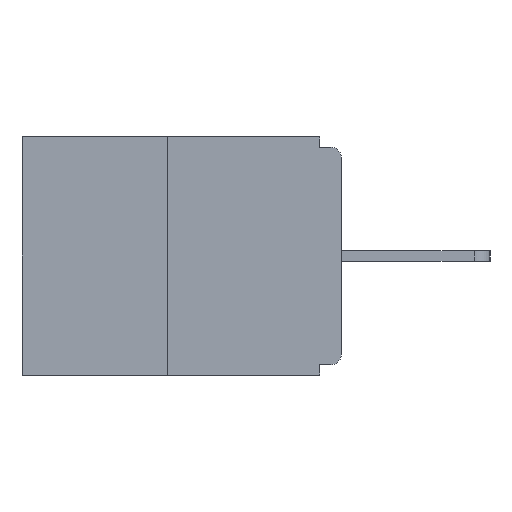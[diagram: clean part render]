
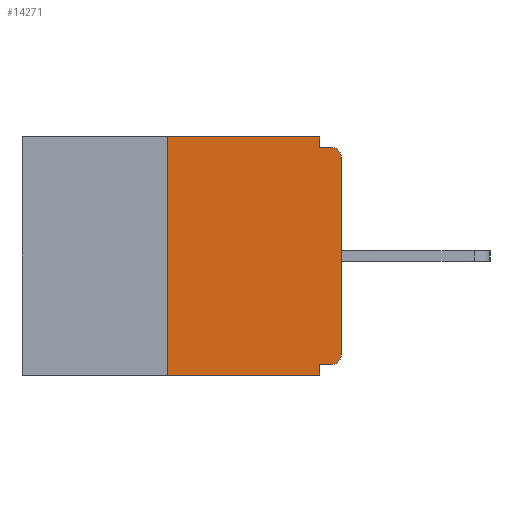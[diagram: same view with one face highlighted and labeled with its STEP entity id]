
A CAD part, left-side view. The second image highlights one B-rep face of the part: STEP entity #14271.
In plain terms, the highlighted planar face has unit normal (-1, 0, 0).
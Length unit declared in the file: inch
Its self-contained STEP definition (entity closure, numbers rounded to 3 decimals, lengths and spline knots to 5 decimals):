
#828 = DIRECTION ( 'NONE',  ( 0., 0., 1. ) ) ;
#1001 = VECTOR ( 'NONE', #6635, 39.37008 ) ;
#1792 = LINE ( 'NONE', #2197, #2246 ) ;
#2197 = CARTESIAN_POINT ( 'NONE',  ( 0., 0., 0. ) ) ;
#2209 = ORIENTED_EDGE ( 'NONE', *, *, #5591, .T. ) ;
#2246 = VECTOR ( 'NONE', #13988, 39.37008 ) ;
#2315 = VECTOR ( 'NONE', #14362, 39.37008 ) ;
#2383 = DIRECTION ( 'NONE',  ( 1., 0., 0. ) ) ;
#2473 = ORIENTED_EDGE ( 'NONE', *, *, #2889, .F. ) ;
#2610 = VERTEX_POINT ( 'NONE', #16420 ) ;
#2775 = VERTEX_POINT ( 'NONE', #17115 ) ;
#2889 = EDGE_CURVE ( 'NONE', #16580, #7297, #3036, .T. ) ;
#2904 = VERTEX_POINT ( 'NONE', #8589 ) ;
#2956 = VERTEX_POINT ( 'NONE', #17253 ) ;
#3036 = LINE ( 'NONE', #5659, #12265 ) ;
#3121 = ORIENTED_EDGE ( 'NONE', *, *, #3146, .T. ) ;
#3146 = EDGE_CURVE ( 'NONE', #2904, #13249, #6235, .T. ) ;
#3349 = AXIS2_PLACEMENT_3D ( 'NONE', #7000, #8368, #9941 ) ;
#3980 = VERTEX_POINT ( 'NONE', #9680 ) ;
#4028 = ORIENTED_EDGE ( 'NONE', *, *, #9857, .T. ) ;
#4038 = EDGE_CURVE ( 'NONE', #2610, #2775, #16778, .T. ) ;
#4284 = VECTOR ( 'NONE', #6509, 39.37008 ) ;
#4995 = CARTESIAN_POINT ( 'NONE',  ( 0., 0., -0.015 ) ) ;
#5322 = DIRECTION ( 'NONE',  ( 0., 0., -1. ) ) ;
#5591 = EDGE_CURVE ( 'NONE', #3980, #7626, #18549, .T. ) ;
#5659 = CARTESIAN_POINT ( 'NONE',  ( 0., 0.46, 0. ) ) ;
#5729 = CARTESIAN_POINT ( 'NONE',  ( 0., 0.031, 0. ) ) ;
#6230 = DIRECTION ( 'NONE',  ( -1., 0., 0. ) ) ;
#6235 = CIRCLE ( 'NONE', #15570, 0.015 ) ;
#6299 = CIRCLE ( 'NONE', #3349, 0.015 ) ;
#6509 = DIRECTION ( 'NONE',  ( 0., -1., 0. ) ) ;
#6635 = DIRECTION ( 'NONE',  ( 0., 0., -1. ) ) ;
#7000 = CARTESIAN_POINT ( 'NONE',  ( 0., 0.015, -0.03 ) ) ;
#7240 = CARTESIAN_POINT ( 'NONE',  ( 0., 0., -0.03 ) ) ;
#7297 = VERTEX_POINT ( 'NONE', #5729 ) ;
#7475 = EDGE_LOOP ( 'NONE', ( #2473, #14939, #2209, #15176, #16365, #3121, #4028, #15389, #16702, #11818 ) ) ;
#7588 = FACE_OUTER_BOUND ( 'NONE', #7475, .T. ) ;
#7626 = VERTEX_POINT ( 'NONE', #8338 ) ;
#8016 = EDGE_CURVE ( 'NONE', #7297, #2610, #11832, .T. ) ;
#8234 = CARTESIAN_POINT ( 'NONE',  ( 0., 0.46, 0. ) ) ;
#8338 = CARTESIAN_POINT ( 'NONE',  ( 0., 0.031, -0.343 ) ) ;
#8368 = DIRECTION ( 'NONE',  ( -1., 0., 0. ) ) ;
#8589 = CARTESIAN_POINT ( 'NONE',  ( 0., 0.015, -0.328 ) ) ;
#9383 = EDGE_CURVE ( 'NONE', #2956, #7626, #14242, .T. ) ;
#9415 = EDGE_CURVE ( 'NONE', #3980, #16580, #11950, .T. ) ;
#9680 = CARTESIAN_POINT ( 'NONE',  ( 0., 0.25, -0.343 ) ) ;
#9857 = EDGE_CURVE ( 'NONE', #13249, #13089, #1792, .T. ) ;
#9941 = DIRECTION ( 'NONE',  ( 0., 0., -1. ) ) ;
#10569 = CARTESIAN_POINT ( 'NONE',  ( 0., 0.015, -0.313 ) ) ;
#11211 = PLANE ( 'NONE',  #18405 ) ;
#11435 = CARTESIAN_POINT ( 'NONE',  ( 0., 0., -0.328 ) ) ;
#11818 = ORIENTED_EDGE ( 'NONE', *, *, #8016, .F. ) ;
#11832 = LINE ( 'NONE', #17061, #1001 ) ;
#11950 = LINE ( 'NONE', #18487, #16763 ) ;
#11969 = VECTOR ( 'NONE', #12498, 39.37008 ) ;
#12096 = EDGE_CURVE ( 'NONE', #13089, #2775, #6299, .T. ) ;
#12265 = VECTOR ( 'NONE', #14232, 39.37008 ) ;
#12498 = DIRECTION ( 'NONE',  ( 0., -1., 0. ) ) ;
#13089 = VERTEX_POINT ( 'NONE', #7240 ) ;
#13249 = VERTEX_POINT ( 'NONE', #15434 ) ;
#13852 = CARTESIAN_POINT ( 'NONE',  ( 0., 0.46, -0.343 ) ) ;
#13949 = CARTESIAN_POINT ( 'NONE',  ( 0., 0.031, -0.343 ) ) ;
#13988 = DIRECTION ( 'NONE',  ( 0., 0., 1. ) ) ;
#14232 = DIRECTION ( 'NONE',  ( 0., -1., 0. ) ) ;
#14242 = LINE ( 'NONE', #13949, #17225 ) ;
#14271 = ADVANCED_FACE ( 'NONE', ( #7588 ), #11211, .F. ) ;
#14362 = DIRECTION ( 'NONE',  ( 0., 1., 0. ) ) ;
#14939 = ORIENTED_EDGE ( 'NONE', *, *, #9415, .F. ) ;
#15176 = ORIENTED_EDGE ( 'NONE', *, *, #9383, .F. ) ;
#15389 = ORIENTED_EDGE ( 'NONE', *, *, #12096, .T. ) ;
#15414 = DIRECTION ( 'NONE',  ( 0., 0., -1. ) ) ;
#15434 = CARTESIAN_POINT ( 'NONE',  ( 0., 0., -0.313 ) ) ;
#15570 = AXIS2_PLACEMENT_3D ( 'NONE', #10569, #6230, #16402 ) ;
#16132 = LINE ( 'NONE', #11435, #2315 ) ;
#16365 = ORIENTED_EDGE ( 'NONE', *, *, #16598, .F. ) ;
#16402 = DIRECTION ( 'NONE',  ( 0., 0., -1. ) ) ;
#16420 = CARTESIAN_POINT ( 'NONE',  ( 0., 0.031, -0.015 ) ) ;
#16580 = VERTEX_POINT ( 'NONE', #18654 ) ;
#16598 = EDGE_CURVE ( 'NONE', #2904, #2956, #16132, .T. ) ;
#16702 = ORIENTED_EDGE ( 'NONE', *, *, #4038, .F. ) ;
#16763 = VECTOR ( 'NONE', #828, 39.37008 ) ;
#16778 = LINE ( 'NONE', #4995, #11969 ) ;
#17061 = CARTESIAN_POINT ( 'NONE',  ( 0., 0.031, 0. ) ) ;
#17115 = CARTESIAN_POINT ( 'NONE',  ( 0., 0.015, -0.015 ) ) ;
#17225 = VECTOR ( 'NONE', #5322, 39.37008 ) ;
#17253 = CARTESIAN_POINT ( 'NONE',  ( 0., 0.031, -0.328 ) ) ;
#18405 = AXIS2_PLACEMENT_3D ( 'NONE', #8234, #2383, #15414 ) ;
#18487 = CARTESIAN_POINT ( 'NONE',  ( 0., 0.25, 0. ) ) ;
#18549 = LINE ( 'NONE', #13852, #4284 ) ;
#18654 = CARTESIAN_POINT ( 'NONE',  ( 0., 0.25, 0. ) ) ;
